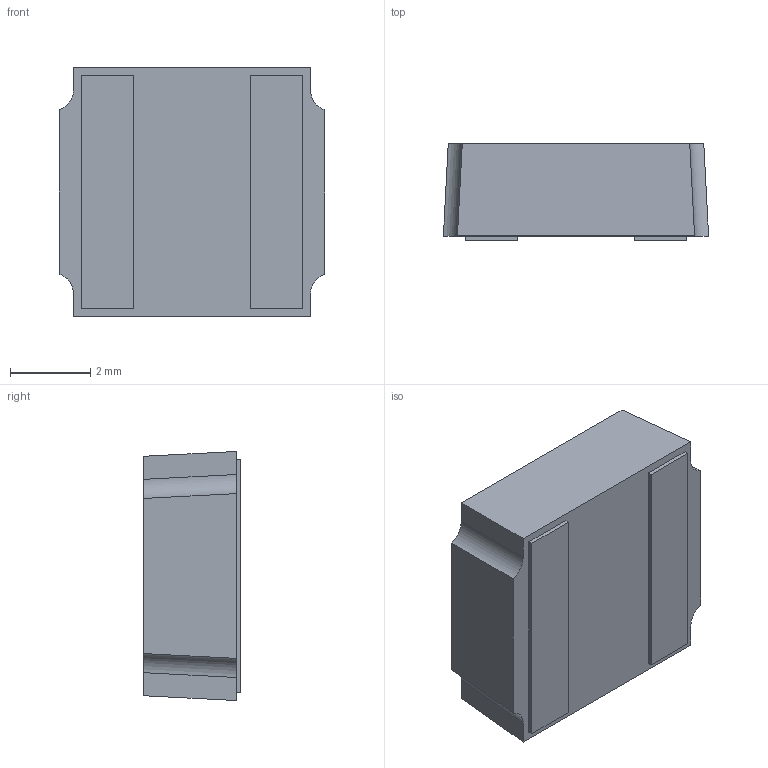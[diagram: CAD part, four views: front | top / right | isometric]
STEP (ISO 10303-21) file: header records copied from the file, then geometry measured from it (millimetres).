
FILE_DESCRIPTION (( 'STEP AP214' ), '1' );
FILE_NAME ('Coilcraft-EPL6024-DEFAULT.STEP', '2011-09-01T13:51:13', ( 'SysAdmin' ), ( 'SolidWorks' ), 'SwSTEP 2.0', 'SolidWorks 2011', '' );
FILE_SCHEMA (( 'AUTOMOTIVE_DESIGN' ));
Length unit declared in the file: millimetre
Products named in the file (1): Coilcraft-EPL6024-DEFAULT
Bounding box: 6.6 x 2.4 x 6.2 mm (x, y, z)
Volume: 89.1 mm3; surface area: 135.1 mm2
Topology: 1 solids, 1 shells, 33 faces, 72 edges, 46 vertices
Faces by surface type: plane 23, cylinder 10
Entity records: 1287 total; most frequent: CARTESIAN_POINT 176, ORIENTED_EDGE 144, DIRECTION 144, EDGE_CURVE 72, LINE 52, VECTOR 52, AXIS2_PLACEMENT_3D 46, VERTEX_POINT 46
